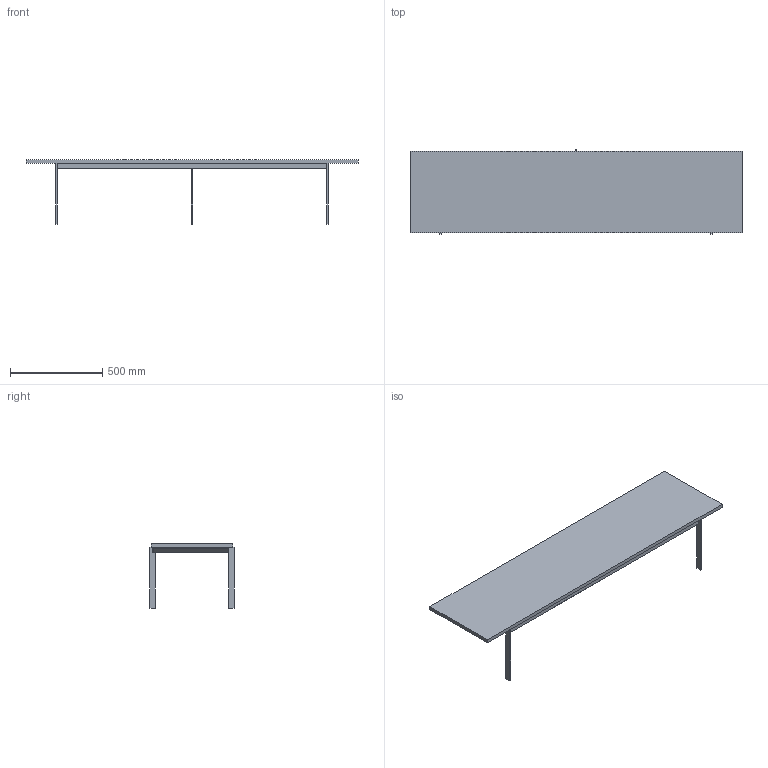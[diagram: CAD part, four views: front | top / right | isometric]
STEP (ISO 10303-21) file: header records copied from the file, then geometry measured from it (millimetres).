
FILE_DESCRIPTION(/* description */ (''),/* implementation_level */ '2;1');
FILE_NAME(/* name */ 'Plank_CB-332-180_3D',/* time_stamp */ '2023-10-06T13:23:09+02:00',/* author */ (''),/* organization */ (''),/* preprocessor_version */ 'ST-DEVELOPER v16.5',/* originating_system */ 'Rhino 7.31',/* authorisation */ '');
FILE_SCHEMA (('AUTOMOTIVE_DESIGN'));
Length unit declared in the file: centimetre
Products named in the file (2): Document; Plank_CB-332-180
Assembly tree (1 placements, depth 2):
  Document
    Plank_CB-332-180
Bounding box: 1800 x 456.12 x 350 mm (x, y, z)
Volume: 16393827.3 mm3; surface area: 2115557.2 mm2
Topology: 5 solids, 9 shells, 56 faces, 134 edges, 92 vertices
Faces by surface type: plane 56
Entity records: 1535 total; most frequent: CARTESIAN_POINT 436, ORIENTED_EDGE 252, EDGE_CURVE 134, B_SPLINE_CURVE_WITH_KNOTS 134, VERTEX_POINT 92, DIRECTION 66, AXIS2_PLACEMENT_3D 61, ADVANCED_FACE 56
